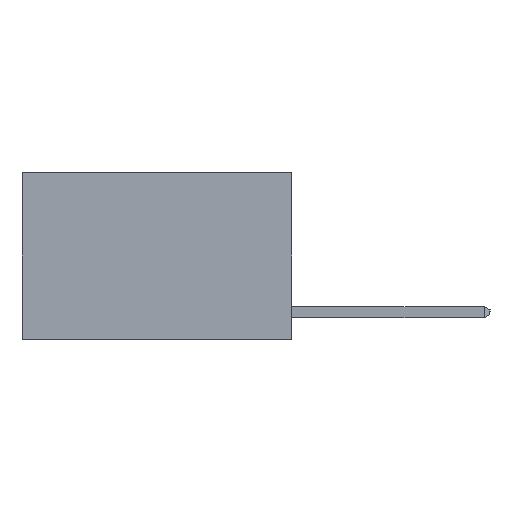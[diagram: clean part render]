
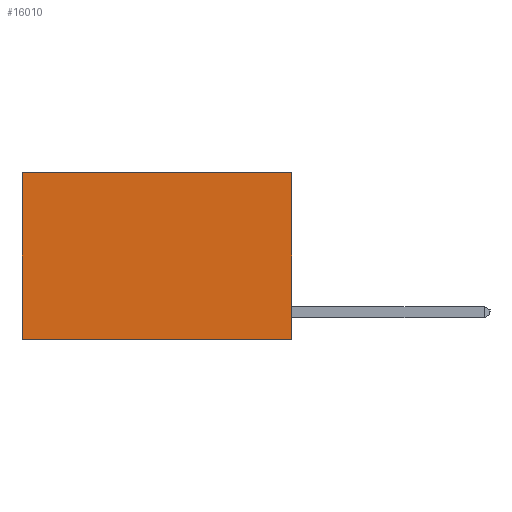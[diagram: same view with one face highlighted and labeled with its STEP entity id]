
A CAD part, left-side view. The second image highlights one B-rep face of the part: STEP entity #16010.
In plain terms, the highlighted planar face has unit normal (-1, 0, 0).
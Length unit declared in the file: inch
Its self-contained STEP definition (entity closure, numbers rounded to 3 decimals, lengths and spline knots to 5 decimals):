
#45 = VECTOR ( 'NONE', #1788, 39.37008 ) ;
#1602 = VERTEX_POINT ( 'NONE', #10724 ) ;
#1626 = LINE ( 'NONE', #13234, #4758 ) ;
#1788 = DIRECTION ( 'NONE',  ( 0., 0., -1. ) ) ;
#1903 = EDGE_CURVE ( 'NONE', #8731, #14445, #2798, .T. ) ;
#2588 = ORIENTED_EDGE ( 'NONE', *, *, #1903, .T. ) ;
#2642 = EDGE_LOOP ( 'NONE', ( #10185, #15028, #13568, #2588 ) ) ;
#2798 = LINE ( 'NONE', #4503, #15887 ) ;
#4503 = CARTESIAN_POINT ( 'NONE',  ( 0.2625, 0., 0. ) ) ;
#4758 = VECTOR ( 'NONE', #7072, 39.37008 ) ;
#4906 = CARTESIAN_POINT ( 'NONE',  ( 0.2625, 0., 0. ) ) ;
#5922 = LINE ( 'NONE', #7749, #6306 ) ;
#6032 = DIRECTION ( 'NONE',  ( 0., 0., -1. ) ) ;
#6306 = VECTOR ( 'NONE', #16430, 39.37008 ) ;
#7072 = DIRECTION ( 'NONE',  ( 0., 1., 0. ) ) ;
#7712 = VERTEX_POINT ( 'NONE', #10397 ) ;
#7749 = CARTESIAN_POINT ( 'NONE',  ( 0.2625, 0., 0. ) ) ;
#8486 = FACE_OUTER_BOUND ( 'NONE', #2642, .T. ) ;
#8731 = VERTEX_POINT ( 'NONE', #4906 ) ;
#8851 = EDGE_CURVE ( 'NONE', #8731, #1602, #5922, .T. ) ;
#10185 = ORIENTED_EDGE ( 'NONE', *, *, #15910, .T. ) ;
#10397 = CARTESIAN_POINT ( 'NONE',  ( 0.2625, 0.6, -0.37 ) ) ;
#10424 = LINE ( 'NONE', #10756, #45 ) ;
#10724 = CARTESIAN_POINT ( 'NONE',  ( 0.2625, 0., -0.37 ) ) ;
#10756 = CARTESIAN_POINT ( 'NONE',  ( 0.2625, 0.6, 0. ) ) ;
#10965 = PLANE ( 'NONE',  #13236 ) ;
#11492 = CARTESIAN_POINT ( 'NONE',  ( 0.2625, 0.6, 0. ) ) ;
#12201 = CARTESIAN_POINT ( 'NONE',  ( 0.2625, 0., 0. ) ) ;
#12565 = EDGE_CURVE ( 'NONE', #1602, #7712, #1626, .T. ) ;
#13234 = CARTESIAN_POINT ( 'NONE',  ( 0.2625, 0., -0.37 ) ) ;
#13236 = AXIS2_PLACEMENT_3D ( 'NONE', #12201, #13451, #6032 ) ;
#13451 = DIRECTION ( 'NONE',  ( 1., 0., 0. ) ) ;
#13568 = ORIENTED_EDGE ( 'NONE', *, *, #8851, .F. ) ;
#14445 = VERTEX_POINT ( 'NONE', #11492 ) ;
#15028 = ORIENTED_EDGE ( 'NONE', *, *, #12565, .F. ) ;
#15887 = VECTOR ( 'NONE', #16494, 39.37008 ) ;
#15910 = EDGE_CURVE ( 'NONE', #14445, #7712, #10424, .T. ) ;
#16010 = ADVANCED_FACE ( 'NONE', ( #8486 ), #10965, .F. ) ;
#16430 = DIRECTION ( 'NONE',  ( 0., 0., -1. ) ) ;
#16494 = DIRECTION ( 'NONE',  ( 0., 1., 0. ) ) ;
